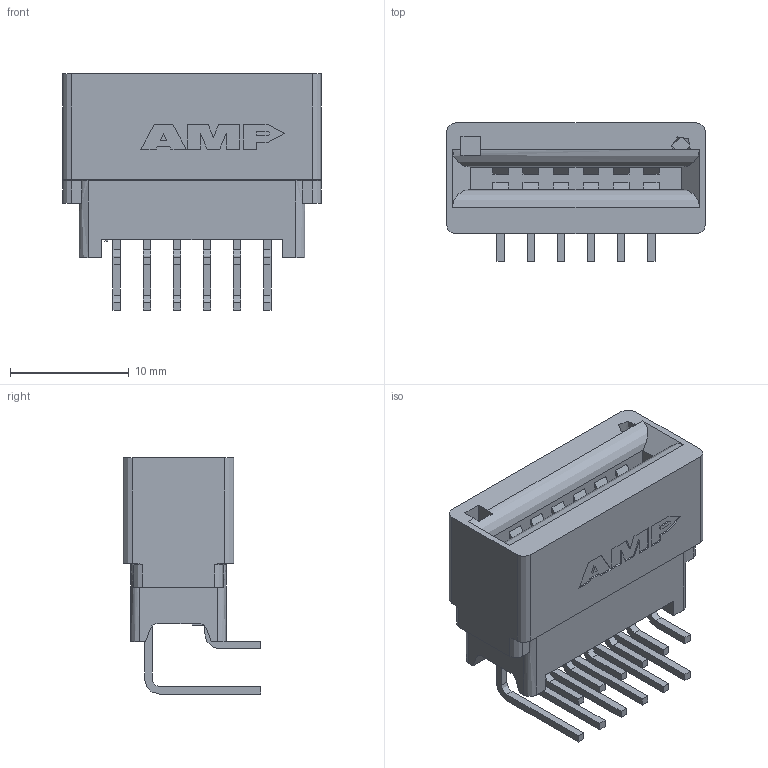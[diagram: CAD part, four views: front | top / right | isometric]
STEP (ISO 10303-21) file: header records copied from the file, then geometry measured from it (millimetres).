
FILE_DESCRIPTION(/* description */ (''),/* implementation_level */ '2;1');
FILE_NAME(/* name */ '5650118-3.step',/* time_stamp */ '2021-06-05T17:08:13+09:00',/* author */ (''),/* organization */ (''),/* preprocessor_version */ 'ST-DEVELOPER v18.1',/* originating_system */ 'Autodesk Translation Framework v10.9.0.1377',/* authorisation */ '');
FILE_SCHEMA (('AUTOMOTIVE_DESIGN { 1 0 10303 214 3 1 1 }'));
Length unit declared in the file: millimetre
Products named in the file (1): 5650118-3
Bounding box: 21.84 x 11.63 x 19.93 mm (x, y, z)
Volume: 2424.2 mm3; surface area: 1986.3 mm2
Topology: 1 solids, 1 shells, 280 faces, 761 edges, 502 vertices
Faces by surface type: plane 196, cylinder 74, torus 8, bspline 2
Full cylindrical faces by diameter (mm): 1.626 x1
Entity records: 9374 total; most frequent: CARTESIAN_POINT 1916, ORIENTED_EDGE 1522, DIRECTION 1465, EDGE_CURVE 761, LINE 589, VECTOR 589, VERTEX_POINT 502, AXIS2_PLACEMENT_3D 438
